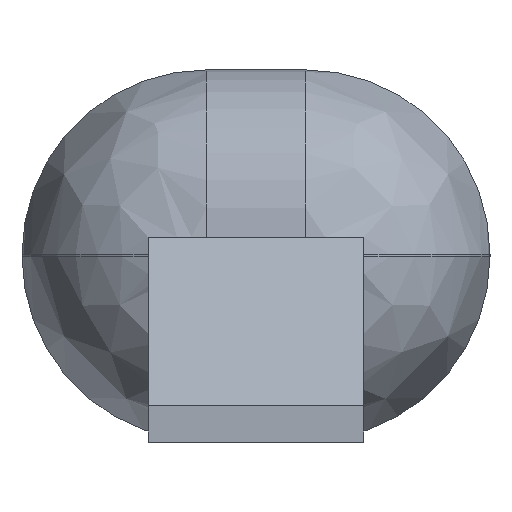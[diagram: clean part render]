
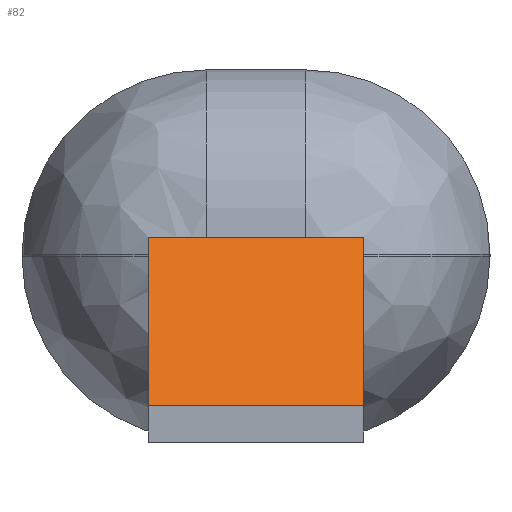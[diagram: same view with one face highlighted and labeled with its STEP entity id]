
A CAD part, left-side view. The second image highlights one B-rep face of the part: STEP entity #82.
In plain terms, the highlighted planar face has unit normal (-0.707, 0, 0.707).
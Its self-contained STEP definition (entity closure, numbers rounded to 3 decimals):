
#82 = ADVANCED_FACE( '', ( #191 ), #192, .F. );
#191 = FACE_OUTER_BOUND( '', #390, .T. );
#192 = PLANE( '', #391 );
#390 = EDGE_LOOP( '', ( #665, #666, #667, #668 ) );
#391 = AXIS2_PLACEMENT_3D( '', #669, #670, #671 );
#665 = ORIENTED_EDGE( '', *, *, #1000, .T. );
#666 = ORIENTED_EDGE( '', *, *, #1001, .F. );
#667 = ORIENTED_EDGE( '', *, *, #1002, .F. );
#668 = ORIENTED_EDGE( '', *, *, #988, .T. );
#669 = CARTESIAN_POINT( '', ( -4.122, -0.445, 0.15 ) );
#670 = DIRECTION( '', ( 0.707, 0., -0.707 ) );
#671 = DIRECTION( '', ( -0.707, 0., -0.707 ) );
#988 = EDGE_CURVE( '', #1161, #1162, #1163, .T. );
#1000 = EDGE_CURVE( '', #1162, #1181, #1182, .T. );
#1001 = EDGE_CURVE( '', #1183, #1181, #1184, .T. );
#1002 = EDGE_CURVE( '', #1161, #1183, #1185, .T. );
#1161 = VERTEX_POINT( '', #1409 );
#1162 = VERTEX_POINT( '', #1410 );
#1163 = LINE( '', #1411, #1412 );
#1181 = VERTEX_POINT( '', #1447 );
#1182 = LINE( '', #1448, #1449 );
#1183 = VERTEX_POINT( '', #1450 );
#1184 = LINE( '', #1451, #1452 );
#1185 = LINE( '', #1453, #1454 );
#1409 = CARTESIAN_POINT( '', ( -3.427, -0.445, 0.845 ) );
#1410 = CARTESIAN_POINT( '', ( -3.427, 0.445, 0.845 ) );
#1411 = CARTESIAN_POINT( '', ( -3.427, -0.445, 0.845 ) );
#1412 = VECTOR( '', #1711, 1000. );
#1447 = CARTESIAN_POINT( '', ( -4.122, 0.445, 0.15 ) );
#1448 = CARTESIAN_POINT( '', ( -4.122, 0.445, 0.15 ) );
#1449 = VECTOR( '', #1719, 1000. );
#1450 = CARTESIAN_POINT( '', ( -4.122, -0.445, 0.15 ) );
#1451 = CARTESIAN_POINT( '', ( -4.122, -0.445, 0.15 ) );
#1452 = VECTOR( '', #1720, 1000. );
#1453 = CARTESIAN_POINT( '', ( -4.122, -0.445, 0.15 ) );
#1454 = VECTOR( '', #1721, 1000. );
#1711 = DIRECTION( '', ( 0., 1., 0. ) );
#1719 = DIRECTION( '', ( -0.707, 0., -0.707 ) );
#1720 = DIRECTION( '', ( 0., 1., 0. ) );
#1721 = DIRECTION( '', ( -0.707, 0., -0.707 ) );
